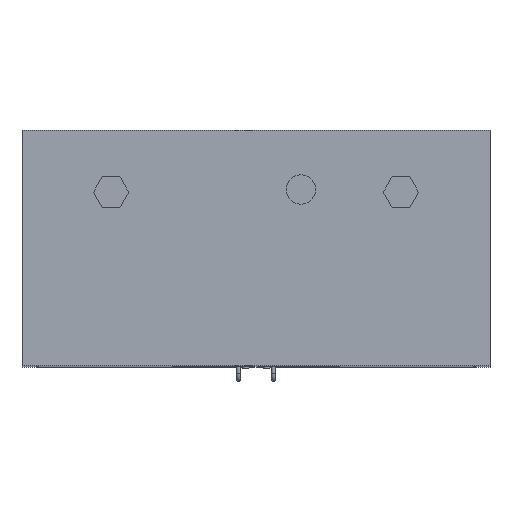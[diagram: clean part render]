
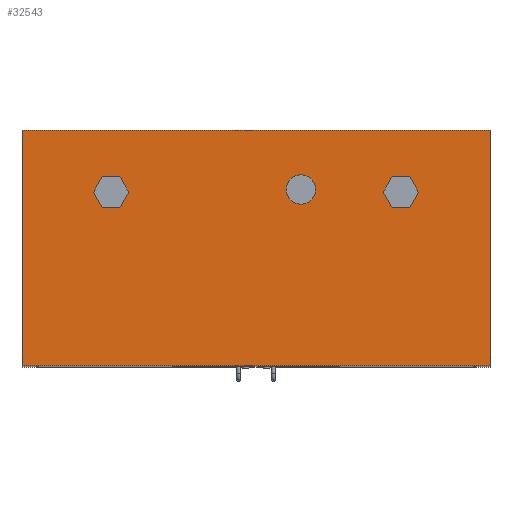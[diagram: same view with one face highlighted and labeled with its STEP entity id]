
A CAD part, top view. The second image highlights one B-rep face of the part: STEP entity #32543.
In plain terms, the highlighted planar face has unit normal (0, 0, 1).
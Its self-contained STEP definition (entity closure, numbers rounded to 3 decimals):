
#845=FACE_BOUND('',#10737,.T.);
#846=FACE_BOUND('',#10738,.T.);
#847=FACE_BOUND('',#10739,.T.);
#1402=LINE('',#44059,#5179);
#1406=LINE('',#44067,#5183);
#1409=LINE('',#44073,#5186);
#1412=LINE('',#44079,#5189);
#1415=LINE('',#44085,#5192);
#1418=LINE('',#44090,#5195);
#1420=LINE('',#44096,#5197);
#1424=LINE('',#44104,#5201);
#1427=LINE('',#44110,#5204);
#1430=LINE('',#44116,#5207);
#1433=LINE('',#44122,#5210);
#1436=LINE('',#44127,#5213);
#1529=LINE('',#44316,#5306);
#1531=LINE('',#44320,#5308);
#1533=LINE('',#44324,#5310);
#1535=LINE('',#44327,#5312);
#5179=VECTOR('',#36711,10.);
#5183=VECTOR('',#36717,10.);
#5186=VECTOR('',#36722,10.);
#5189=VECTOR('',#36727,10.);
#5192=VECTOR('',#36732,10.);
#5195=VECTOR('',#36737,10.);
#5197=VECTOR('',#36743,10.);
#5201=VECTOR('',#36749,10.);
#5204=VECTOR('',#36754,10.);
#5207=VECTOR('',#36759,10.);
#5210=VECTOR('',#36764,10.);
#5213=VECTOR('',#36769,10.);
#5306=VECTOR('',#36934,10.);
#5308=VECTOR('',#36938,10.);
#5310=VECTOR('',#36942,10.);
#5312=VECTOR('',#36946,10.);
#8892=FACE_OUTER_BOUND('',#10736,.T.);
#10736=EDGE_LOOP('',(#21123,#21124,#21125,#21126));
#10737=EDGE_LOOP('',(#21127,#21128,#21129,#21130,#21131,#21132));
#10738=EDGE_LOOP('',(#21133,#21134,#21135,#21136,#21137,#21138));
#10739=EDGE_LOOP('',(#21139));
#12550=CIRCLE('',#34464,37.5);
#12967=VERTEX_POINT('',#44057);
#12968=VERTEX_POINT('',#44058);
#12971=VERTEX_POINT('',#44066);
#12973=VERTEX_POINT('',#44072);
#12975=VERTEX_POINT('',#44078);
#12977=VERTEX_POINT('',#44084);
#12979=VERTEX_POINT('',#44094);
#12980=VERTEX_POINT('',#44095);
#12983=VERTEX_POINT('',#44103);
#12985=VERTEX_POINT('',#44109);
#12987=VERTEX_POINT('',#44115);
#12989=VERTEX_POINT('',#44121);
#13014=VERTEX_POINT('',#44194);
#13049=VERTEX_POINT('',#44313);
#13050=VERTEX_POINT('',#44315);
#13051=VERTEX_POINT('',#44319);
#13052=VERTEX_POINT('',#44323);
#16029=EDGE_CURVE('',#12967,#12968,#1402,.T.);
#16033=EDGE_CURVE('',#12971,#12967,#1406,.T.);
#16036=EDGE_CURVE('',#12973,#12971,#1409,.T.);
#16039=EDGE_CURVE('',#12975,#12973,#1412,.T.);
#16042=EDGE_CURVE('',#12977,#12975,#1415,.T.);
#16045=EDGE_CURVE('',#12968,#12977,#1418,.T.);
#16047=EDGE_CURVE('',#12979,#12980,#1420,.T.);
#16051=EDGE_CURVE('',#12983,#12979,#1424,.T.);
#16054=EDGE_CURVE('',#12985,#12983,#1427,.T.);
#16057=EDGE_CURVE('',#12987,#12985,#1430,.T.);
#16060=EDGE_CURVE('',#12989,#12987,#1433,.T.);
#16063=EDGE_CURVE('',#12980,#12989,#1436,.T.);
#16096=EDGE_CURVE('',#13014,#13014,#12550,.T.);
#16158=EDGE_CURVE('',#13050,#13049,#1529,.T.);
#16160=EDGE_CURVE('',#13051,#13050,#1531,.T.);
#16162=EDGE_CURVE('',#13052,#13051,#1533,.T.);
#16164=EDGE_CURVE('',#13049,#13052,#1535,.T.);
#21123=ORIENTED_EDGE('',*,*,#16164,.T.);
#21124=ORIENTED_EDGE('',*,*,#16162,.T.);
#21125=ORIENTED_EDGE('',*,*,#16160,.T.);
#21126=ORIENTED_EDGE('',*,*,#16158,.T.);
#21127=ORIENTED_EDGE('',*,*,#16029,.T.);
#21128=ORIENTED_EDGE('',*,*,#16045,.T.);
#21129=ORIENTED_EDGE('',*,*,#16042,.T.);
#21130=ORIENTED_EDGE('',*,*,#16039,.T.);
#21131=ORIENTED_EDGE('',*,*,#16036,.T.);
#21132=ORIENTED_EDGE('',*,*,#16033,.T.);
#21133=ORIENTED_EDGE('',*,*,#16047,.T.);
#21134=ORIENTED_EDGE('',*,*,#16063,.T.);
#21135=ORIENTED_EDGE('',*,*,#16060,.T.);
#21136=ORIENTED_EDGE('',*,*,#16057,.T.);
#21137=ORIENTED_EDGE('',*,*,#16054,.T.);
#21138=ORIENTED_EDGE('',*,*,#16051,.T.);
#21139=ORIENTED_EDGE('',*,*,#16096,.T.);
#29281=PLANE('',#34491);
#32543=ADVANCED_FACE('',(#8892,#845,#846,#847),#29281,.T.);
#34464=AXIS2_PLACEMENT_3D('',#44195,#36825,#36826);
#34491=AXIS2_PLACEMENT_3D('',#44328,#36947,#36948);
#36711=DIRECTION('',(0.5,-0.866,0.));
#36717=DIRECTION('',(1.,0.,0.));
#36722=DIRECTION('',(0.5,0.866,0.));
#36727=DIRECTION('',(-0.5,0.866,0.));
#36732=DIRECTION('',(-1.,0.,0.));
#36737=DIRECTION('',(-0.5,-0.866,0.));
#36743=DIRECTION('',(1.,0.,0.));
#36749=DIRECTION('',(0.5,0.866,0.));
#36754=DIRECTION('',(-0.5,0.866,0.));
#36759=DIRECTION('',(-1.,0.,0.));
#36764=DIRECTION('',(-0.5,-0.866,0.));
#36769=DIRECTION('',(0.5,-0.866,0.));
#36825=DIRECTION('center_axis',(0.,0.,-1.));
#36826=DIRECTION('ref_axis',(-1.,0.,0.));
#36934=DIRECTION('',(0.,-1.,0.));
#36938=DIRECTION('',(-1.,0.,0.));
#36942=DIRECTION('',(0.,1.,0.));
#36946=DIRECTION('',(1.,0.,0.));
#36947=DIRECTION('center_axis',(0.,0.,1.));
#36948=DIRECTION('ref_axis',(1.,0.,0.));
#44057=CARTESIAN_POINT('',(-348.5,182.24,982.815));
#44058=CARTESIAN_POINT('',(-326.,143.269,982.815));
#44059=CARTESIAN_POINT('',(-265.481,38.448,982.815));
#44066=CARTESIAN_POINT('',(-393.5,182.24,982.815));
#44067=CARTESIAN_POINT('',(-196.75,182.24,982.815));
#44072=CARTESIAN_POINT('',(-416.,143.269,982.815));
#44073=CARTESIAN_POINT('',(-395.019,179.61,982.815));
#44078=CARTESIAN_POINT('',(-393.5,104.298,982.815));
#44079=CARTESIAN_POINT('',(-321.731,-20.009,982.815));
#44084=CARTESIAN_POINT('',(-348.5,104.298,982.815));
#44085=CARTESIAN_POINT('',(-174.25,104.298,982.815));
#44090=CARTESIAN_POINT('',(-316.269,160.124,982.815));
#44094=CARTESIAN_POINT('',(348.5,182.24,982.815));
#44095=CARTESIAN_POINT('',(393.5,182.24,982.815));
#44096=CARTESIAN_POINT('',(174.25,182.24,982.815));
#44103=CARTESIAN_POINT('',(326.,143.269,982.815));
#44104=CARTESIAN_POINT('',(254.231,18.962,982.815));
#44109=CARTESIAN_POINT('',(348.5,104.298,982.815));
#44110=CARTESIAN_POINT('',(327.519,140.639,982.815));
#44115=CARTESIAN_POINT('',(393.5,104.298,982.815));
#44116=CARTESIAN_POINT('',(196.75,104.298,982.815));
#44121=CARTESIAN_POINT('',(416.,143.269,982.815));
#44122=CARTESIAN_POINT('',(332.981,-0.524,982.815));
#44127=CARTESIAN_POINT('',(383.769,199.095,982.815));
#44194=CARTESIAN_POINT('',(152.5,149.74,982.815));
#44195=CARTESIAN_POINT('Origin',(115.,149.74,982.815));
#44313=CARTESIAN_POINT('',(-598.88,-301.5,982.815));
#44315=CARTESIAN_POINT('',(-598.88,301.5,982.815));
#44316=CARTESIAN_POINT('',(-598.88,301.5,982.815));
#44319=CARTESIAN_POINT('',(598.88,301.5,982.815));
#44320=CARTESIAN_POINT('',(598.88,301.5,982.815));
#44323=CARTESIAN_POINT('',(598.88,-301.5,982.815));
#44324=CARTESIAN_POINT('',(598.88,-301.5,982.815));
#44327=CARTESIAN_POINT('',(-598.88,-301.5,982.815));
#44328=CARTESIAN_POINT('Origin',(0.,0.,982.815));
